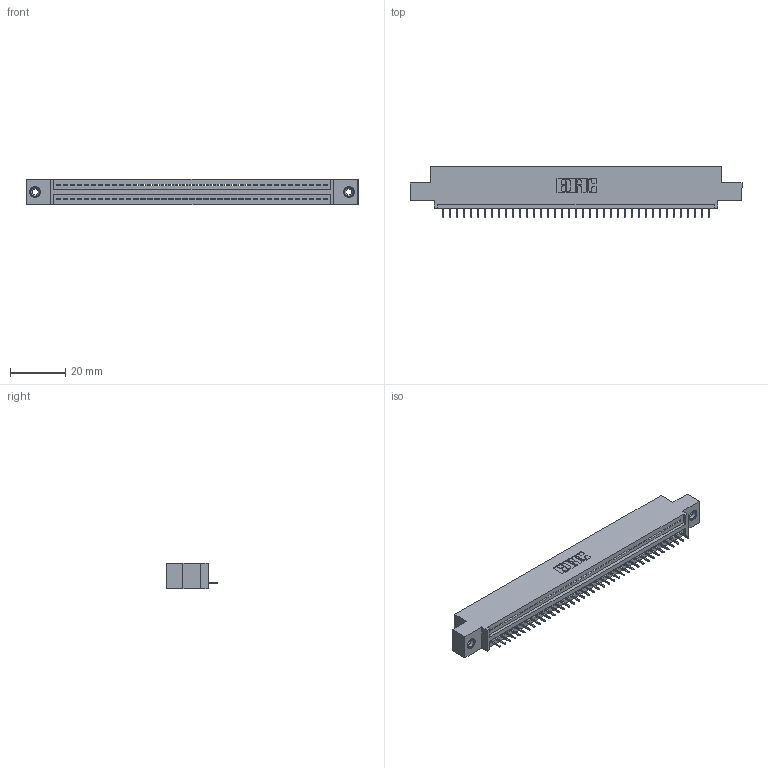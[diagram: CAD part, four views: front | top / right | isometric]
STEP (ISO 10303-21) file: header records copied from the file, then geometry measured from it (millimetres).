
FILE_DESCRIPTION (( 'STEP AP203' ), '1' );
FILE_NAME ('845-039-525-408.STEP', '2020-09-23T04:32:47', ( '' ), ( '' ), 'SwSTEP 2.0', 'SolidWorks 2020', '' );
FILE_SCHEMA (( 'CONFIG_CONTROL_DESIGN' ));
Length unit declared in the file: inch
Products named in the file (4): 845 Part_0.110 Offset - 0.156 Dia-TI; 345-292-001_345-293-125; 845-039-525-408; 345-250-001_345-250-003-102
Assembly tree (42 placements, depth 2):
  845-039-525-408
    845 Part_0.110 Offset - 0.156 Dia-TI
    345-292-001_345-293-125  x39
    345-250-001_345-250-003-102  x2
Bounding box: 120.27 x 18.72 x 9.4 mm (x, y, z)
Volume: 11159.6 mm3; surface area: 14359.3 mm2
Topology: 42 solids, 42 shells, 2608 faces, 7509 edges, 4842 vertices
Faces by surface type: plane 1910, cylinder 682, cone 12, torus 4
Entity records: 31148 total; most frequent: CARTESIAN_POINT 5376, ORIENTED_EDGE 5342, DIRECTION 4727, EDGE_CURVE 2671, LINE 2367, VECTOR 2367, VERTEX_POINT 1772, AXIS2_PLACEMENT_3D 1180
